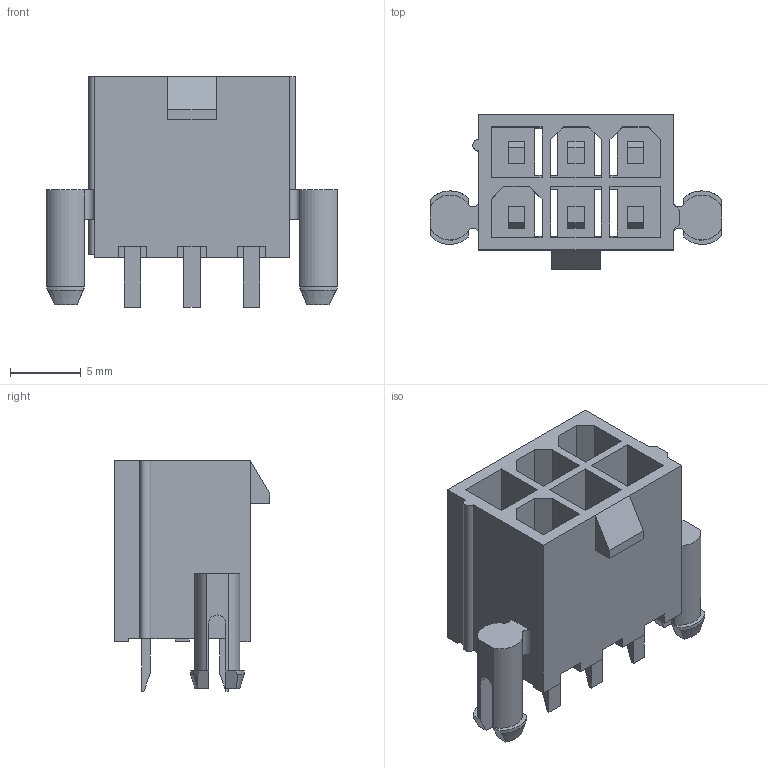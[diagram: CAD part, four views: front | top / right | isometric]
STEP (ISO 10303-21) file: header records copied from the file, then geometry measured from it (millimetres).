
FILE_DESCRIPTION(('FreeCAD Model'),'2;1');
FILE_NAME('Mini-Fit_6W.step','2017-12-16T02:01:28',( 'kicad StepUp'),('ksu MCAD'),'Open CASCADE STEP processor 7.1', 'FreeCAD','Unknown');
FILE_SCHEMA(('AUTOMOTIVE_DESIGN { 1 0 10303 214 1 1 1 1 }'));
Length unit declared in the file: millimetre
Products named in the file (1): Mini-Fit_6W
Bounding box: 20.58 x 11 x 16.3 mm (x, y, z)
Volume: 1053.5 mm3; surface area: 2232 mm2
Topology: 1 solids, 1 shells, 230 faces, 675 edges, 468 vertices
Faces by surface type: plane 211, cylinder 15, cone 4
Entity records: 9181 total; most frequent: CARTESIAN_POINT 1422, ORIENTED_EDGE 1314, DIRECTION 1171, EDGE_CURVE 657, LINE 609, VECTOR 609, VERTEX_POINT 432, AXIS2_PLACEMENT_3D 281
